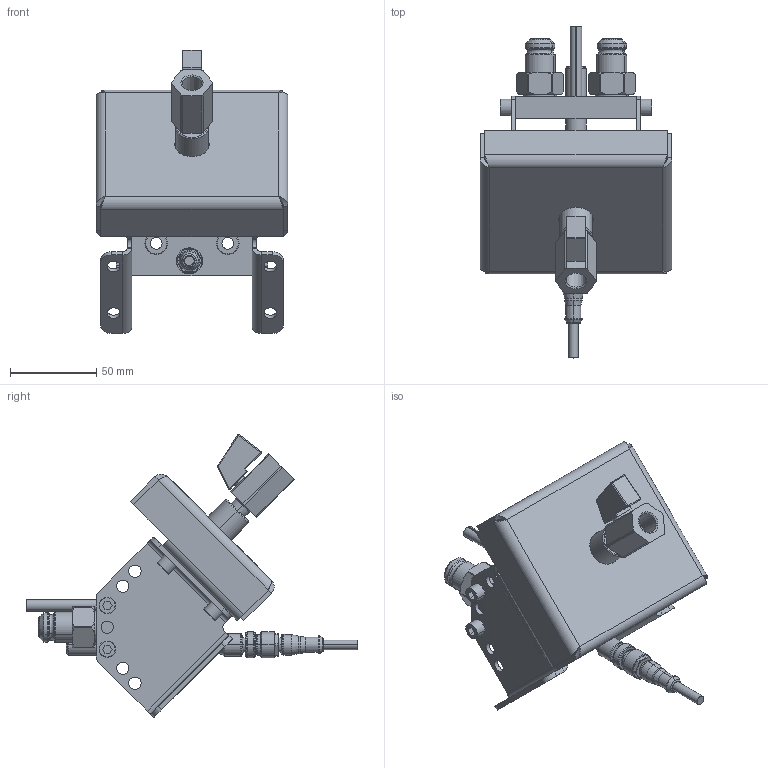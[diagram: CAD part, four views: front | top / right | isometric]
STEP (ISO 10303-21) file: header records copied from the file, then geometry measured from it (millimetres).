
FILE_DESCRIPTION((''),'2;1');
FILE_NAME('ILC56000802','2017-05-04T',('maj'),(''),'PRO/ENGINEER BY PARAMETRIC TECHNOLOGY CORPORATION, 2013320','PRO/ENGINEER BY PARAMETRIC TECHNOLOGY CORPORATION, 2013320','');
FILE_SCHEMA(('AUTOMOTIVE_DESIGN { 1 0 10303 214 1 1 1 1 }'));
Length unit declared in the file: inch
Products named in the file (1): ILC56000802
Bounding box: 111.02 x 191.98 x 163.72 mm (x, y, z)
Volume: 177191.7 mm3; surface area: 100888 mm2
Topology: 4 solids, 4 shells, 742 faces, 1737 edges, 1058 vertices
Faces by surface type: plane 286, cylinder 232, cone 176, torus 32, bspline 8, sphere 8
Entity records: 24540 total; most frequent: CARTESIAN_POINT 5775, DIRECTION 3715, ORIENTED_EDGE 3470, EDGE_CURVE 1735, AXIS2_PLACEMENT_3D 1434, VERTEX_POINT 1058, VECTOR 847, LINE 847
